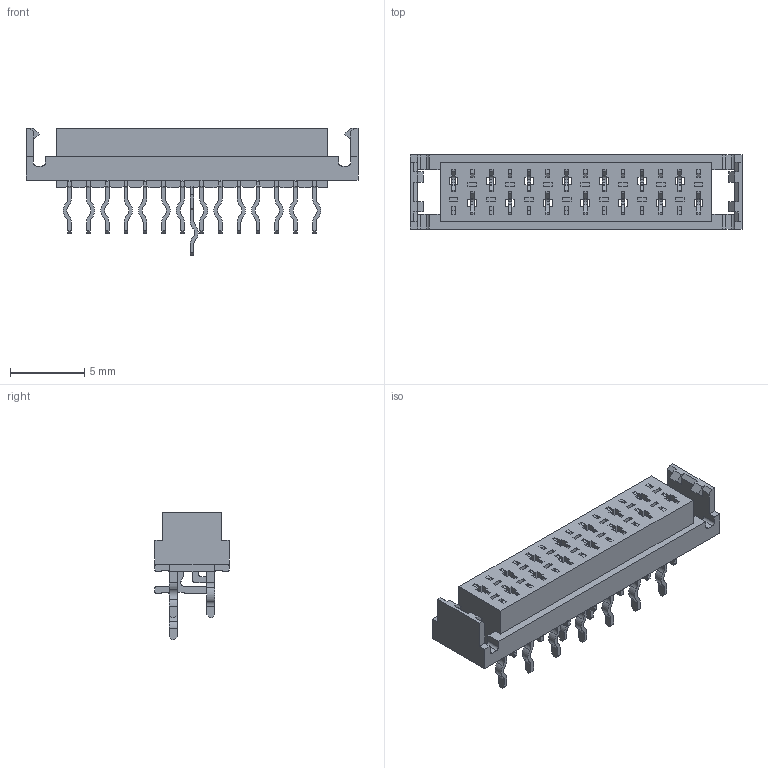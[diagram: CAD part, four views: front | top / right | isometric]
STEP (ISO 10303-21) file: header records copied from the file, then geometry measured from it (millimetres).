
FILE_DESCRIPTION( ( 'Unknown' ), '1' );
FILE_NAME( '690367191472.stp', 'Unknown', ( 'Unknown' ), ( 'Unknown' ), 'XStep 1.0', 'Unknown', ' ' );
FILE_SCHEMA( ( 'automotive_design' ) );
Length unit declared in the file: millimetre
Products named in the file (3): Assem1; Gehäuse; Pin
Bounding box: 22.38 x 5 x 8.6 mm (x, y, z)
Volume: 625 mm3; surface area: 1934 mm2
Topology: 17 solids, 17 shells, 1674 faces, 4902 edges, 3228 vertices
Faces by surface type: plane 1328, cylinder 346
Entity records: 20116 total; most frequent: CARTESIAN_POINT 2955, ORIENTED_EDGE 2952, DIRECTION 2566, EDGE_CURVE 1476, LINE 1416, VECTOR 1416, VERTEX_POINT 964, AXIS2_PLACEMENT_3D 575
